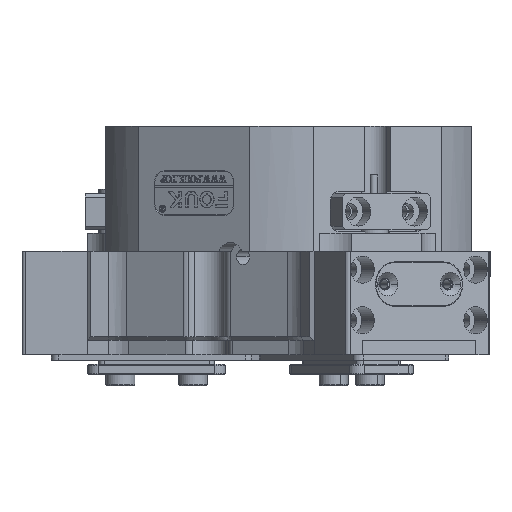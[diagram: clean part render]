
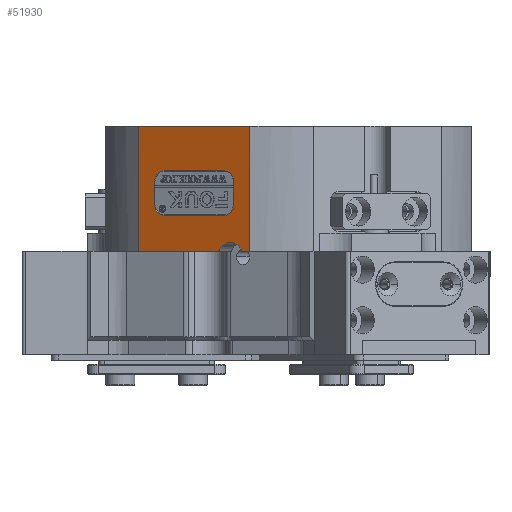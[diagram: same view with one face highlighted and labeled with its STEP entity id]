
A CAD part, front view. The second image highlights one B-rep face of the part: STEP entity #51930.
In plain terms, the highlighted planar face has unit normal (-0.5, -0.866, 0).
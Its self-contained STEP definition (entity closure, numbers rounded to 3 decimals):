
#32 = ORIENTED_EDGE ( 'NONE', *, *, #15679, .F. ) ;
#321 = DIRECTION ( 'NONE',  ( -0.866, 0.5, 0. ) ) ;
#625 = CARTESIAN_POINT ( 'NONE',  ( -42.708, -34.479, 135.628 ) ) ;
#1243 = DIRECTION ( 'NONE',  ( 0., 0., -1. ) ) ;
#1749 = CARTESIAN_POINT ( 'NONE',  ( -26.08, -44.079, 144.828 ) ) ;
#1985 = DIRECTION ( 'NONE',  ( -0.866, 0.5, 0. ) ) ;
#2466 = EDGE_CURVE ( 'NONE', #55451, #17051, #32316, .T. ) ;
#2670 = CARTESIAN_POINT ( 'NONE',  ( -42.708, -34.479, 144.828 ) ) ;
#3309 = CARTESIAN_POINT ( 'NONE',  ( -7.767, -54.651, 172.628 ) ) ;
#4534 = ORIENTED_EDGE ( 'NONE', *, *, #50958, .T. ) ;
#5401 = AXIS2_PLACEMENT_3D ( 'NONE', #17319, #35000, #48717 ) ;
#5586 = VERTEX_POINT ( 'NONE', #50636 ) ;
#6239 = LINE ( 'NONE', #25027, #18886 ) ;
#6740 = CARTESIAN_POINT ( 'NONE',  ( -27.646, -43.175, 122.628 ) ) ;
#7057 = CIRCLE ( 'NONE', #9494, 4. ) ;
#7074 = EDGE_LOOP ( 'NONE', ( #33068, #46896, #20801, #11085, #30762, #4534 ) ) ;
#7109 = EDGE_CURVE ( 'NONE', #51987, #5586, #48014, .T. ) ;
#7341 = LINE ( 'NONE', #22633, #42484 ) ;
#7442 = DIRECTION ( 'NONE',  ( -0.866, 0.5, 0. ) ) ;
#7720 = ORIENTED_EDGE ( 'NONE', *, *, #58188, .F. ) ;
#7723 = EDGE_CURVE ( 'NONE', #5586, #23545, #57822, .T. ) ;
#7863 = VERTEX_POINT ( 'NONE', #43750 ) ;
#8909 = DIRECTION ( 'NONE',  ( -0.5, -0.866, 0. ) ) ;
#9409 = CARTESIAN_POINT ( 'NONE',  ( -12.284, -52.044, 122.628 ) ) ;
#9494 = AXIS2_PLACEMENT_3D ( 'NONE', #39117, #21271, #43613 ) ;
#9851 = EDGE_CURVE ( 'NONE', #17051, #45740, #37383, .T. ) ;
#9860 = DIRECTION ( 'NONE',  ( -0.5, -0.866, 0. ) ) ;
#10859 = CIRCLE ( 'NONE', #15384, 3. ) ;
#11085 = ORIENTED_EDGE ( 'NONE', *, *, #7109, .T. ) ;
#11230 = VECTOR ( 'NONE', #44604, 1000. ) ;
#11925 = CARTESIAN_POINT ( 'NONE',  ( -12.284, -52.044, 122.628 ) ) ;
#12484 = VERTEX_POINT ( 'NONE', #15535 ) ;
#12528 = ORIENTED_EDGE ( 'NONE', *, *, #42341, .F. ) ;
#15384 = AXIS2_PLACEMENT_3D ( 'NONE', #31697, #9860, #45002 ) ;
#15535 = CARTESIAN_POINT ( 'NONE',  ( -21.223, -46.883, 122.628 ) ) ;
#15679 = EDGE_CURVE ( 'NONE', #50146, #7863, #10859, .T. ) ;
#15801 = LINE ( 'NONE', #9409, #34084 ) ;
#16313 = CARTESIAN_POINT ( 'NONE',  ( -45.306, -32.979, 135.628 ) ) ;
#17051 = VERTEX_POINT ( 'NONE', #17087 ) ;
#17087 = CARTESIAN_POINT ( 'NONE',  ( -26.08, -44.079, 132.628 ) ) ;
#17319 = CARTESIAN_POINT ( 'NONE',  ( -26.08, -44.079, 141.828 ) ) ;
#18657 = EDGE_CURVE ( 'NONE', #12484, #34125, #7057, .T. ) ;
#18886 = VECTOR ( 'NONE', #1985, 1000. ) ;
#18974 = CARTESIAN_POINT ( 'NONE',  ( -45.306, -32.979, 141.828 ) ) ;
#20372 = CARTESIAN_POINT ( 'NONE',  ( -42.708, -34.479, 132.628 ) ) ;
#20801 = ORIENTED_EDGE ( 'NONE', *, *, #44509, .F. ) ;
#21271 = DIRECTION ( 'NONE',  ( -0.5, -0.866, 0. ) ) ;
#21588 = VERTEX_POINT ( 'NONE', #36649 ) ;
#22633 = CARTESIAN_POINT ( 'NONE',  ( -49.764, -30.405, 98.128 ) ) ;
#23068 = DIRECTION ( 'NONE',  ( 0.866, -0.5, 0. ) ) ;
#23545 = VERTEX_POINT ( 'NONE', #25140 ) ;
#24942 = CIRCLE ( 'NONE', #5401, 3. ) ;
#25027 = CARTESIAN_POINT ( 'NONE',  ( -42.708, -34.479, 144.828 ) ) ;
#25140 = CARTESIAN_POINT ( 'NONE',  ( -49.764, -30.405, 157.128 ) ) ;
#26139 = VECTOR ( 'NONE', #1243, 1000. ) ;
#26155 = PLANE ( 'NONE',  #43945 ) ;
#26300 = DIRECTION ( 'NONE',  ( 0., 0., 1. ) ) ;
#27575 = CARTESIAN_POINT ( 'NONE',  ( -42.708, -34.479, 132.628 ) ) ;
#28184 = DIRECTION ( 'NONE',  ( -0.5, -0.866, 0. ) ) ;
#28960 = VECTOR ( 'NONE', #47432, 1000. ) ;
#29496 = CARTESIAN_POINT ( 'NONE',  ( -49.764, -30.405, 122.628 ) ) ;
#30050 = CARTESIAN_POINT ( 'NONE',  ( -23.482, -45.579, 141.828 ) ) ;
#30257 = AXIS2_PLACEMENT_3D ( 'NONE', #49329, #8909, #40140 ) ;
#30762 = ORIENTED_EDGE ( 'NONE', *, *, #7723, .T. ) ;
#31697 = CARTESIAN_POINT ( 'NONE',  ( -42.708, -34.479, 141.828 ) ) ;
#32316 = LINE ( 'NONE', #27575, #11230 ) ;
#32554 = FACE_OUTER_BOUND ( 'NONE', #7074, .T. ) ;
#33068 = ORIENTED_EDGE ( 'NONE', *, *, #41335, .F. ) ;
#34030 = EDGE_CURVE ( 'NONE', #7863, #36619, #45743, .T. ) ;
#34084 = VECTOR ( 'NONE', #321, 1000. ) ;
#34125 = VERTEX_POINT ( 'NONE', #6740 ) ;
#35000 = DIRECTION ( 'NONE',  ( -0.5, -0.866, 0. ) ) ;
#35864 = ORIENTED_EDGE ( 'NONE', *, *, #2466, .F. ) ;
#36484 = VECTOR ( 'NONE', #26300, 1000. ) ;
#36619 = VERTEX_POINT ( 'NONE', #16313 ) ;
#36649 = CARTESIAN_POINT ( 'NONE',  ( -23.482, -45.579, 141.828 ) ) ;
#36656 = LINE ( 'NONE', #11925, #28960 ) ;
#37383 = CIRCLE ( 'NONE', #30257, 3. ) ;
#38546 = DIRECTION ( 'NONE',  ( 0., 0., 1. ) ) ;
#39117 = CARTESIAN_POINT ( 'NONE',  ( -24.435, -45.029, 121.128 ) ) ;
#39363 = CIRCLE ( 'NONE', #40764, 3. ) ;
#40110 = DIRECTION ( 'NONE',  ( 0., 0., -1. ) ) ;
#40140 = DIRECTION ( 'NONE',  ( 0.866, -0.5, 0. ) ) ;
#40504 = VERTEX_POINT ( 'NONE', #1749 ) ;
#40725 = ORIENTED_EDGE ( 'NONE', *, *, #9851, .F. ) ;
#40764 = AXIS2_PLACEMENT_3D ( 'NONE', #625, #28184, #23068 ) ;
#41335 = EDGE_CURVE ( 'NONE', #34125, #53570, #15801, .T. ) ;
#41792 = CARTESIAN_POINT ( 'NONE',  ( -23.482, -45.579, 135.628 ) ) ;
#42341 = EDGE_CURVE ( 'NONE', #21588, #40504, #24942, .T. ) ;
#42484 = VECTOR ( 'NONE', #40110, 1000. ) ;
#43051 = EDGE_LOOP ( 'NONE', ( #43576, #12528, #56072, #40725, #35864, #7720, #55370, #32 ) ) ;
#43576 = ORIENTED_EDGE ( 'NONE', *, *, #47434, .F. ) ;
#43613 = DIRECTION ( 'NONE',  ( 0.866, -0.5, 0. ) ) ;
#43750 = CARTESIAN_POINT ( 'NONE',  ( -45.306, -32.979, 141.828 ) ) ;
#43770 = DIRECTION ( 'NONE',  ( -0.866, 0.5, 0. ) ) ;
#43945 = AXIS2_PLACEMENT_3D ( 'NONE', #3309, #52609, #43770 ) ;
#43976 = CARTESIAN_POINT ( 'NONE',  ( -19.023, -48.153, 122.628 ) ) ;
#44469 = FACE_BOUND ( 'NONE', #43051, .T. ) ;
#44509 = EDGE_CURVE ( 'NONE', #51987, #12484, #36656, .T. ) ;
#44604 = DIRECTION ( 'NONE',  ( 0.866, -0.5, 0. ) ) ;
#45002 = DIRECTION ( 'NONE',  ( 0.866, -0.5, 0. ) ) ;
#45146 = VECTOR ( 'NONE', #38546, 1000. ) ;
#45740 = VERTEX_POINT ( 'NONE', #41792 ) ;
#45743 = LINE ( 'NONE', #18974, #26139 ) ;
#46052 = EDGE_CURVE ( 'NONE', #45740, #21588, #56859, .T. ) ;
#46896 = ORIENTED_EDGE ( 'NONE', *, *, #18657, .F. ) ;
#47140 = CARTESIAN_POINT ( 'NONE',  ( -19.023, -48.153, 98.128 ) ) ;
#47432 = DIRECTION ( 'NONE',  ( -0.866, 0.5, 0. ) ) ;
#47434 = EDGE_CURVE ( 'NONE', #40504, #50146, #6239, .T. ) ;
#48014 = LINE ( 'NONE', #47140, #45146 ) ;
#48717 = DIRECTION ( 'NONE',  ( -0.866, 0.5, 0. ) ) ;
#49329 = CARTESIAN_POINT ( 'NONE',  ( -26.08, -44.079, 135.628 ) ) ;
#50146 = VERTEX_POINT ( 'NONE', #2670 ) ;
#50636 = CARTESIAN_POINT ( 'NONE',  ( -19.023, -48.153, 157.128 ) ) ;
#50958 = EDGE_CURVE ( 'NONE', #23545, #53570, #7341, .T. ) ;
#51930 = ADVANCED_FACE ( 'NONE', ( #44469, #32554 ), #26155, .F. ) ;
#51987 = VERTEX_POINT ( 'NONE', #43976 ) ;
#52609 = DIRECTION ( 'NONE',  ( 0.5, 0.866, 0. ) ) ;
#53570 = VERTEX_POINT ( 'NONE', #29496 ) ;
#53573 = VECTOR ( 'NONE', #7442, 1000. ) ;
#55370 = ORIENTED_EDGE ( 'NONE', *, *, #34030, .F. ) ;
#55451 = VERTEX_POINT ( 'NONE', #20372 ) ;
#56072 = ORIENTED_EDGE ( 'NONE', *, *, #46052, .F. ) ;
#56722 = CARTESIAN_POINT ( 'NONE',  ( -34.394, -39.279, 157.128 ) ) ;
#56859 = LINE ( 'NONE', #30050, #36484 ) ;
#57822 = LINE ( 'NONE', #56722, #53573 ) ;
#58188 = EDGE_CURVE ( 'NONE', #36619, #55451, #39363, .T. ) ;
